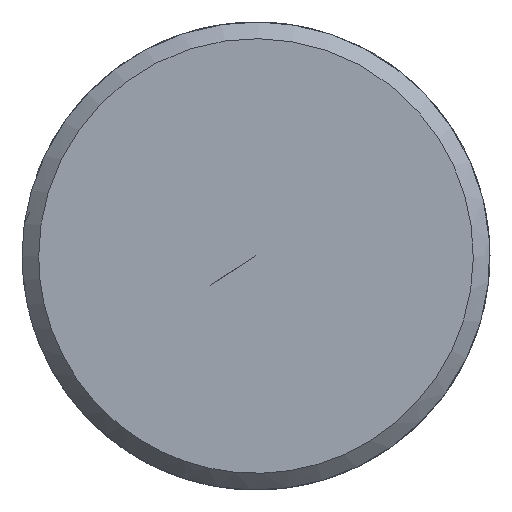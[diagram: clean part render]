
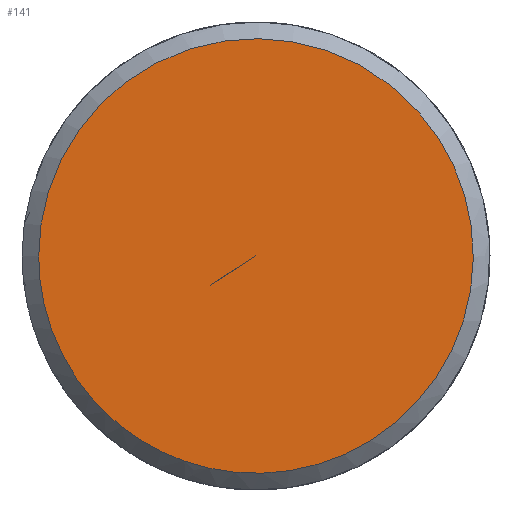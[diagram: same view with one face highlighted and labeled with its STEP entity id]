
A CAD part, left-side view. The second image highlights one B-rep face of the part: STEP entity #141.
In plain terms, the highlighted free-form (B-spline) face has degree [5, 1] with [6, 2] control points.
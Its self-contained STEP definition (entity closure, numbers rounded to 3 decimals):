
#69 = CARTESIAN_POINT ('', (-107., 6.5, 0.));
#70 = VERTEX_POINT ('', #69);
#78 = CARTESIAN_POINT ('', (-107., 6.5, 0.));
#79 = CARTESIAN_POINT ('', (-107., 6.5, 26.));
#80 = CARTESIAN_POINT ('', (-107., -19.5, 13.));
#81 = CARTESIAN_POINT ('', (-107., -19.5, -13.));
#82 = CARTESIAN_POINT ('', (-107., 6.5, -26.));
#83 = CARTESIAN_POINT ('', (-107., 6.5, 0.));
#84 = (
   BOUNDED_CURVE ()
   B_SPLINE_CURVE (5, (#78, #79, #80, #81, #82, #83), .UNSPECIFIED., .T., .U.)
   B_SPLINE_CURVE_WITH_KNOTS ((6, 6), (0., 1.), .UNSPECIFIED.)
   CURVE ()
   GEOMETRIC_REPRESENTATION_ITEM ()
   RATIONAL_B_SPLINE_CURVE ((5., 1., 1., 1., 1., 5.))
   REPRESENTATION_ITEM ('')
);
#85 = EDGE_CURVE ('', #70, #70, #84, .T.);
#117 = CARTESIAN_POINT ('', (-107., 0., 0.));
#118 = VERTEX_POINT ('', #117);
#119 = CARTESIAN_POINT ('', (-107., 0., 0.));
#120 = CARTESIAN_POINT ('', (-107., 6.5, 0.));
#121 = B_SPLINE_CURVE_WITH_KNOTS ('', 1, (#119, #120), .UNSPECIFIED., .F., .U., (2, 2), (0., 1.), .UNSPECIFIED.);
#122 = EDGE_CURVE ('', #118, #70, #121, .T.);
#123 = ORIENTED_EDGE ('', *, *, #122, .F.);
#124 = ORIENTED_EDGE ('', *, *, #122, .T.);
#125 = ORIENTED_EDGE ('', *, *, #85, .F.);
#126 = EDGE_LOOP ('', (#123, #124, #125));
#127 = FACE_OUTER_BOUND ('', #126, .T.);
#128 = CARTESIAN_POINT ('', (-107., 0., 0.));
#129 = CARTESIAN_POINT ('', (-107., 6.5, 0.));
#130 = CARTESIAN_POINT ('', (-107., 0., 0.));
#131 = CARTESIAN_POINT ('', (-107., 6.5, 26.));
#132 = CARTESIAN_POINT ('', (-107., 0., 0.));
#133 = CARTESIAN_POINT ('', (-107., -19.5, 13.));
#134 = CARTESIAN_POINT ('', (-107., 0., 0.));
#135 = CARTESIAN_POINT ('', (-107., -19.5, -13.));
#136 = CARTESIAN_POINT ('', (-107., 0., 0.));
#137 = CARTESIAN_POINT ('', (-107., 6.5, -26.));
#138 = CARTESIAN_POINT ('', (-107., 0., 0.));
#139 = CARTESIAN_POINT ('', (-107., 6.5, 0.));
#140 = (
   BOUNDED_SURFACE ()
   B_SPLINE_SURFACE (5, 1, ((#128, #129), (#130, #131), (#132, #133), (#134, #135), (#136, #137), (#138, #139)), .UNSPECIFIED., .T., .F., .U.)
   B_SPLINE_SURFACE_WITH_KNOTS ((6, 6), (2, 2), (0., 1.), (0., 1.), .UNSPECIFIED.)
   SURFACE ()
   GEOMETRIC_REPRESENTATION_ITEM ()
   RATIONAL_B_SPLINE_SURFACE (((5., 5.), (1., 1.), (1., 1.), (1., 1.), (1., 1.), (5., 5.)))
   REPRESENTATION_ITEM ('')
);
#141 = ADVANCED_FACE ('', (#127), #140, .T.);
